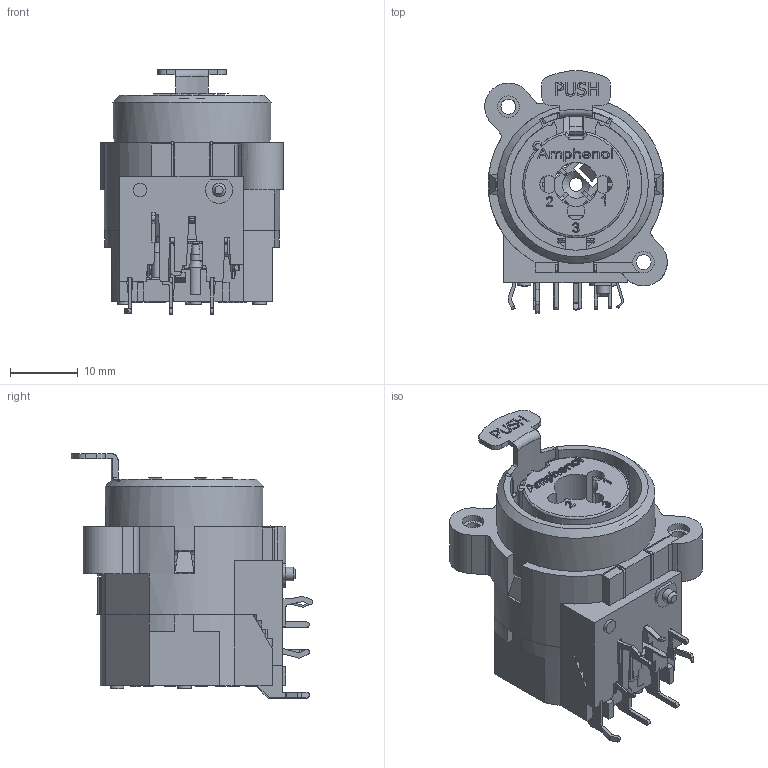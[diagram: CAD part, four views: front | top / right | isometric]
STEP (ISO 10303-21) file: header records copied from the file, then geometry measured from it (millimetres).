
FILE_DESCRIPTION((''),'2;1');
FILE_NAME('ACJC10H.stp','2015-05-11T14:42:54',('minh'),(''),'Autodesk Inventor 2012','Autodesk Inventor 2012','');
FILE_SCHEMA(('AUTOMOTIVE_DESIGN { 1 0 10303 214 1 1 1 1 }'));
Length unit declared in the file: inch
Products named in the file (1): ACJC10H_Shrinkwrap
Bounding box: 27 x 35.76 x 36.2 mm (x, y, z)
Surface area: 11210.7 mm2 (no closed solid volume)
Topology: 0 solids, 44 shells, 908 faces, 4247 edges, 3239 vertices
Faces by surface type: plane 608, cylinder 177, bspline 107, cone 10, torus 5, revolution 1
Full cylindrical faces by diameter (mm): 1 x4, 1.2 x1, 1.35 x2, 1.8 x1, 1.9 x1, 2 x6, 2.2 x2, 3.2 x4, 6.5 x1, 23.4 x1
Entity records: 44321 total; most frequent: CARTESIAN_POINT 10736, ORIENTED_EDGE 6159, DIRECTION 6130, EDGE_CURVE 4203, VERTEX_POINT 3228, VECTOR 3019, LINE 3019, AXIS2_PLACEMENT_3D 1555
